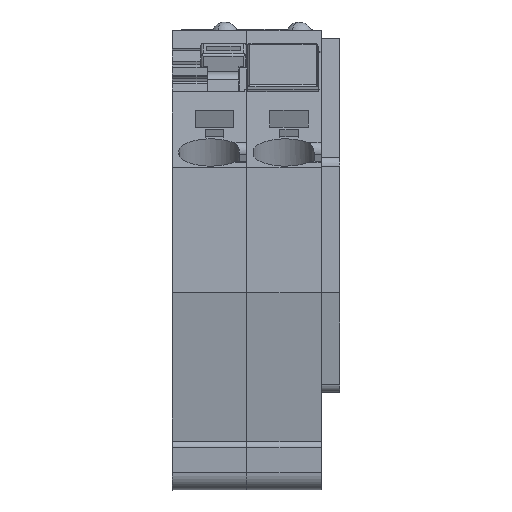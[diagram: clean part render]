
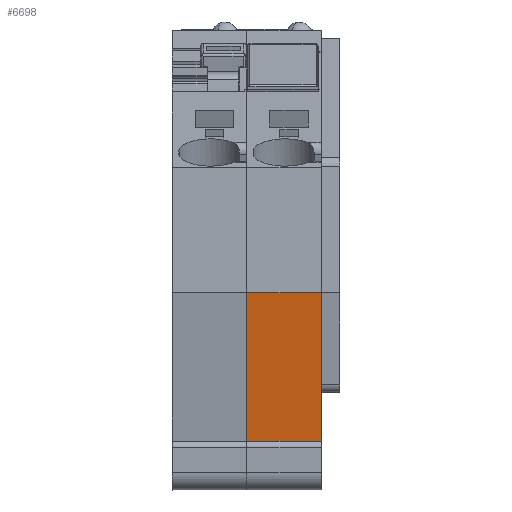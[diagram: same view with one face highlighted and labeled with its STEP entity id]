
A CAD part, front view. The second image highlights one B-rep face of the part: STEP entity #6698.
In plain terms, the highlighted planar face has unit normal (0, -0.985, -0.174).
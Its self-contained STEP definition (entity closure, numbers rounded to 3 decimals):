
#6671=AXIS2_PLACEMENT_3D('Plane Axis2P3D',#6668,#6669,#6670) ;
#1337=CARTESIAN_POINT('Vertex',(16.2,0.,21.482)) ;
#1340=CARTESIAN_POINT('Line Origine',(16.2,1.599,12.414)) ;
#1344=CARTESIAN_POINT('Vertex',(16.2,3.198,3.345)) ;
#2830=CARTESIAN_POINT('Vertex',(8.1,3.061,4.123)) ;
#2833=CARTESIAN_POINT('Line Origine',(8.1,1.53,12.803)) ;
#2837=CARTESIAN_POINT('Vertex',(8.1,0.,21.482)) ;
#6653=CARTESIAN_POINT('Vertex',(9.1,3.198,3.345)) ;
#6656=CARTESIAN_POINT('Line Origine',(12.65,3.198,3.345)) ;
#6668=CARTESIAN_POINT('Axis2P3D Location',(8.1,3.061,4.123)) ;
#6673=CARTESIAN_POINT('Line Origine',(8.6,3.061,4.123)) ;
#6677=CARTESIAN_POINT('Vertex',(9.1,3.061,4.123)) ;
#6680=CARTESIAN_POINT('Line Origine',(9.1,3.129,3.734)) ;
#6685=CARTESIAN_POINT('Line Origine',(12.15,0.,21.482)) ;
#1341=DIRECTION('Vector Direction',(0.,-0.174,0.985)) ;
#2834=DIRECTION('Vector Direction',(0.,-0.174,0.985)) ;
#6657=DIRECTION('Vector Direction',(-1.,0.,0.)) ;
#6669=DIRECTION('Axis2P3D Direction',(0.,-0.985,-0.174)) ;
#6670=DIRECTION('Axis2P3D XDirection',(0.,-0.174,0.985)) ;
#6674=DIRECTION('Vector Direction',(-1.,0.,0.)) ;
#6681=DIRECTION('Vector Direction',(0.,0.174,-0.985)) ;
#6686=DIRECTION('Vector Direction',(-1.,0.,0.)) ;
#1342=VECTOR('Line Direction',#1341,1.) ;
#2835=VECTOR('Line Direction',#2834,1.) ;
#6658=VECTOR('Line Direction',#6657,1.) ;
#6675=VECTOR('Line Direction',#6674,1.) ;
#6682=VECTOR('Line Direction',#6681,1.) ;
#6687=VECTOR('Line Direction',#6686,1.) ;
#6691=ORIENTED_EDGE('',*,*,#6679,.F.) ;
#6692=ORIENTED_EDGE('',*,*,#6684,.T.) ;
#6693=ORIENTED_EDGE('',*,*,#6660,.F.) ;
#6694=ORIENTED_EDGE('',*,*,#1346,.T.) ;
#6695=ORIENTED_EDGE('',*,*,#6689,.T.) ;
#6696=ORIENTED_EDGE('',*,*,#2839,.F.) ;
#6698=ADVANCED_FACE('PTR6-2E Durchgangsklemme.1\\KLTR_ZSI6-2_F_C\\K\X2\00F6\X0\rper.3',(#6697),#6672,.T.) ;
#1346=EDGE_CURVE('',#1345,#1338,#1343,.T.) ;
#2839=EDGE_CURVE('',#2831,#2838,#2836,.T.) ;
#6660=EDGE_CURVE('',#1345,#6654,#6659,.T.) ;
#6679=EDGE_CURVE('',#6678,#2831,#6676,.T.) ;
#6684=EDGE_CURVE('',#6678,#6654,#6683,.T.) ;
#6689=EDGE_CURVE('',#1338,#2838,#6688,.T.) ;
#6690=EDGE_LOOP('',(#6691,#6692,#6693,#6694,#6695,#6696)) ;
#6697=FACE_OUTER_BOUND('',#6690,.T.) ;
#1343=LINE('Line',#1340,#1342) ;
#2836=LINE('Line',#2833,#2835) ;
#6659=LINE('Line',#6656,#6658) ;
#6676=LINE('Line',#6673,#6675) ;
#6683=LINE('Line',#6680,#6682) ;
#6688=LINE('Line',#6685,#6687) ;
#6672=PLANE('',#6671) ;
#1338=VERTEX_POINT('',#1337) ;
#1345=VERTEX_POINT('',#1344) ;
#2831=VERTEX_POINT('',#2830) ;
#2838=VERTEX_POINT('',#2837) ;
#6654=VERTEX_POINT('',#6653) ;
#6678=VERTEX_POINT('',#6677) ;
